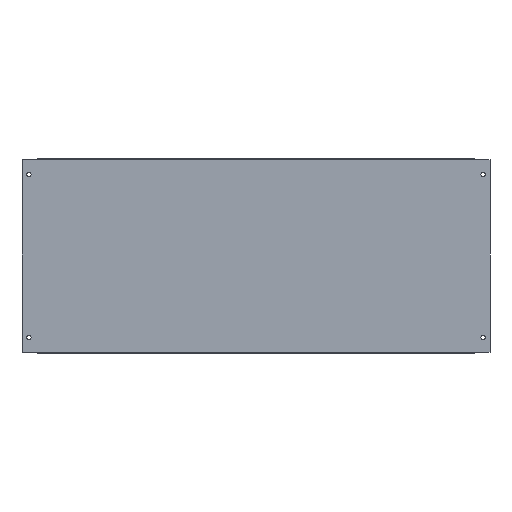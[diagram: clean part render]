
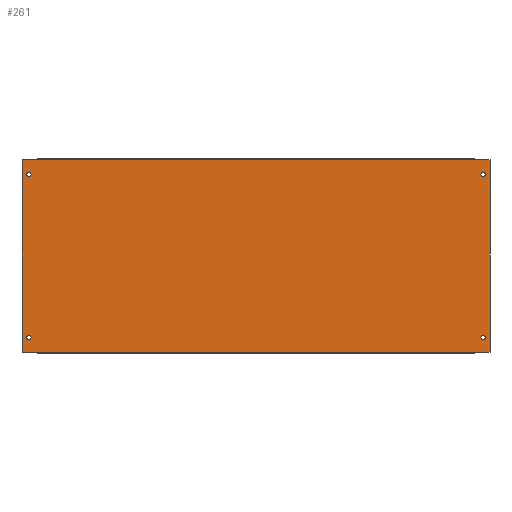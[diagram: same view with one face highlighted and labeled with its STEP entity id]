
A CAD part, top view. The second image highlights one B-rep face of the part: STEP entity #261.
In plain terms, the highlighted planar face has unit normal (0, 0, 1).
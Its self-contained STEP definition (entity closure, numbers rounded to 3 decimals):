
#7 = VERTEX_POINT ( 'NONE', #216 ) ;
#10 = FACE_BOUND ( 'NONE', #285, .T. ) ;
#37 = DIRECTION ( 'NONE',  ( 1., 0., 0. ) ) ;
#42 = VERTEX_POINT ( 'NONE', #359 ) ;
#46 = CARTESIAN_POINT ( 'NONE',  ( 706.4, 272.5, 0. ) ) ;
#54 = DIRECTION ( 'NONE',  ( 0., 0., -1. ) ) ;
#71 = EDGE_LOOP ( 'NONE', ( #280, #1051 ) ) ;
#82 = LINE ( 'NONE', #804, #780 ) ;
#86 = CIRCLE ( 'NONE', #619, 3.25 ) ;
#101 = PLANE ( 'NONE',  #148 ) ;
#109 = EDGE_CURVE ( 'NONE', #309, #574, #575, .T. ) ;
#120 = ORIENTED_EDGE ( 'NONE', *, *, #544, .T. ) ;
#127 = CARTESIAN_POINT ( 'NONE',  ( 10.6, 22.5, 0. ) ) ;
#133 = VERTEX_POINT ( 'NONE', #997 ) ;
#145 = CARTESIAN_POINT ( 'NONE',  ( 23.5, 295., 0. ) ) ;
#148 = AXIS2_PLACEMENT_3D ( 'NONE', #246, #641, #704 ) ;
#160 = CIRCLE ( 'NONE', #622, 3.25 ) ;
#176 = VERTEX_POINT ( 'NONE', #510 ) ;
#189 = ORIENTED_EDGE ( 'NONE', *, *, #621, .T. ) ;
#191 = CARTESIAN_POINT ( 'NONE',  ( 7.35, 22.5, 0. ) ) ;
#216 = CARTESIAN_POINT ( 'NONE',  ( 717., 0., 0. ) ) ;
#217 = DIRECTION ( 'NONE',  ( -1., 0., 0. ) ) ;
#219 = EDGE_CURVE ( 'NONE', #766, #176, #999, .T. ) ;
#223 = EDGE_CURVE ( 'NONE', #133, #872, #613, .T. ) ;
#228 = EDGE_LOOP ( 'NONE', ( #314, #896 ) ) ;
#246 = CARTESIAN_POINT ( 'NONE',  ( 0., 0., 0. ) ) ;
#249 = ORIENTED_EDGE ( 'NONE', *, *, #337, .T. ) ;
#261 = ADVANCED_FACE ( 'NONE', ( #732, #903, #10, #503, #822 ), #101, .F. ) ;
#266 = CARTESIAN_POINT ( 'NONE',  ( 703.15, 272.5, 0. ) ) ;
#270 = CARTESIAN_POINT ( 'NONE',  ( 709.65, 22.5, 0. ) ) ;
#274 = LINE ( 'NONE', #439, #547 ) ;
#280 = ORIENTED_EDGE ( 'NONE', *, *, #742, .T. ) ;
#285 = EDGE_LOOP ( 'NONE', ( #189, #671 ) ) ;
#289 = AXIS2_PLACEMENT_3D ( 'NONE', #127, #294, #515 ) ;
#291 = VERTEX_POINT ( 'NONE', #874 ) ;
#294 = DIRECTION ( 'NONE',  ( 0., 0., -1. ) ) ;
#309 = VERTEX_POINT ( 'NONE', #630 ) ;
#314 = ORIENTED_EDGE ( 'NONE', *, *, #223, .T. ) ;
#316 = CIRCLE ( 'NONE', #860, 3.25 ) ;
#320 = VECTOR ( 'NONE', #958, 1000. ) ;
#322 = EDGE_CURVE ( 'NONE', #7, #766, #867, .T. ) ;
#324 = CARTESIAN_POINT ( 'NONE',  ( 0., 295., 0. ) ) ;
#327 = DIRECTION ( 'NONE',  ( -1., 0., 0. ) ) ;
#330 = CIRCLE ( 'NONE', #289, 3.25 ) ;
#333 = DIRECTION ( 'NONE',  ( -1., 0., 0. ) ) ;
#336 = ORIENTED_EDGE ( 'NONE', *, *, #322, .T. ) ;
#337 = EDGE_CURVE ( 'NONE', #803, #42, #390, .T. ) ;
#339 = DIRECTION ( 'NONE',  ( 0., -1., 0. ) ) ;
#359 = CARTESIAN_POINT ( 'NONE',  ( 0., 295., 0. ) ) ;
#363 = EDGE_LOOP ( 'NONE', ( #420, #511, #423, #120, #336, #856, #879, #249 ) ) ;
#371 = CARTESIAN_POINT ( 'NONE',  ( 23.5, 0., 0. ) ) ;
#373 = DIRECTION ( 'NONE',  ( 0., 0., -1. ) ) ;
#380 = DIRECTION ( 'NONE',  ( -1., 0., 0. ) ) ;
#388 = EDGE_CURVE ( 'NONE', #872, #133, #606, .T. ) ;
#390 = LINE ( 'NONE', #787, #738 ) ;
#393 = DIRECTION ( 'NONE',  ( 0., 0., -1. ) ) ;
#404 = DIRECTION ( 'NONE',  ( 0., 0., -1. ) ) ;
#420 = ORIENTED_EDGE ( 'NONE', *, *, #436, .T. ) ;
#423 = ORIENTED_EDGE ( 'NONE', *, *, #834, .F. ) ;
#436 = EDGE_CURVE ( 'NONE', #42, #309, #82, .T. ) ;
#439 = CARTESIAN_POINT ( 'NONE',  ( 23.5, 295., 0. ) ) ;
#446 = VERTEX_POINT ( 'NONE', #266 ) ;
#456 = CARTESIAN_POINT ( 'NONE',  ( 706.4, 22.5, 0. ) ) ;
#462 = AXIS2_PLACEMENT_3D ( 'NONE', #46, #373, #217 ) ;
#477 = DIRECTION ( 'NONE',  ( 0., 0., -1. ) ) ;
#503 = FACE_BOUND ( 'NONE', #1010, .T. ) ;
#510 = CARTESIAN_POINT ( 'NONE',  ( 693.5, 295., 0. ) ) ;
#511 = ORIENTED_EDGE ( 'NONE', *, *, #109, .T. ) ;
#515 = DIRECTION ( 'NONE',  ( -1., 0., 0. ) ) ;
#518 = CARTESIAN_POINT ( 'NONE',  ( 10.6, 22.5, 0. ) ) ;
#543 = CIRCLE ( 'NONE', #901, 3.25 ) ;
#544 = EDGE_CURVE ( 'NONE', #748, #7, #851, .T. ) ;
#547 = VECTOR ( 'NONE', #37, 1000. ) ;
#557 = CARTESIAN_POINT ( 'NONE',  ( 13.85, 22.5, 0. ) ) ;
#574 = VERTEX_POINT ( 'NONE', #371 ) ;
#575 = LINE ( 'NONE', #900, #918 ) ;
#588 = CARTESIAN_POINT ( 'NONE',  ( 706.4, 22.5, 0. ) ) ;
#599 = DIRECTION ( 'NONE',  ( 1., 0., 0. ) ) ;
#600 = DIRECTION ( 'NONE',  ( -1., 0., 0. ) ) ;
#606 = CIRCLE ( 'NONE', #870, 3.25 ) ;
#608 = CARTESIAN_POINT ( 'NONE',  ( 717., 295., 0. ) ) ;
#613 = CIRCLE ( 'NONE', #1025, 3.25 ) ;
#619 = AXIS2_PLACEMENT_3D ( 'NONE', #518, #815, #838 ) ;
#621 = EDGE_CURVE ( 'NONE', #916, #911, #330, .T. ) ;
#622 = AXIS2_PLACEMENT_3D ( 'NONE', #1052, #477, #327 ) ;
#624 = CARTESIAN_POINT ( 'NONE',  ( 693.5, 0., 0. ) ) ;
#626 = CARTESIAN_POINT ( 'NONE',  ( 693.5, 0., 0. ) ) ;
#630 = CARTESIAN_POINT ( 'NONE',  ( 0., 0., 0. ) ) ;
#641 = DIRECTION ( 'NONE',  ( 0., 0., -1. ) ) ;
#670 = EDGE_CURVE ( 'NONE', #803, #176, #274, .T. ) ;
#671 = ORIENTED_EDGE ( 'NONE', *, *, #992, .T. ) ;
#704 = DIRECTION ( 'NONE',  ( -1., 0., 0. ) ) ;
#712 = DIRECTION ( 'NONE',  ( -1., 0., 0. ) ) ;
#714 = VECTOR ( 'NONE', #954, 1000. ) ;
#724 = DIRECTION ( 'NONE',  ( -1., 0., 0. ) ) ;
#732 = FACE_BOUND ( 'NONE', #71, .T. ) ;
#738 = VECTOR ( 'NONE', #1033, 1000. ) ;
#742 = EDGE_CURVE ( 'NONE', #446, #1039, #869, .T. ) ;
#748 = VERTEX_POINT ( 'NONE', #624 ) ;
#766 = VERTEX_POINT ( 'NONE', #608 ) ;
#780 = VECTOR ( 'NONE', #339, 1000. ) ;
#787 = CARTESIAN_POINT ( 'NONE',  ( 0., 295., 0. ) ) ;
#790 = EDGE_CURVE ( 'NONE', #291, #959, #316, .T. ) ;
#791 = ORIENTED_EDGE ( 'NONE', *, *, #971, .T. ) ;
#803 = VERTEX_POINT ( 'NONE', #145 ) ;
#804 = CARTESIAN_POINT ( 'NONE',  ( 0., 0., 0. ) ) ;
#815 = DIRECTION ( 'NONE',  ( 0., 0., -1. ) ) ;
#818 = DIRECTION ( 'NONE',  ( 1., 0., 0. ) ) ;
#822 = FACE_OUTER_BOUND ( 'NONE', #363, .T. ) ;
#828 = VECTOR ( 'NONE', #333, 1000. ) ;
#834 = EDGE_CURVE ( 'NONE', #748, #574, #871, .T. ) ;
#836 = CARTESIAN_POINT ( 'NONE',  ( 0., 0., 0. ) ) ;
#838 = DIRECTION ( 'NONE',  ( -1., 0., 0. ) ) ;
#846 = EDGE_CURVE ( 'NONE', #1039, #446, #160, .T. ) ;
#851 = LINE ( 'NONE', #836, #1019 ) ;
#856 = ORIENTED_EDGE ( 'NONE', *, *, #219, .T. ) ;
#859 = ORIENTED_EDGE ( 'NONE', *, *, #790, .T. ) ;
#860 = AXIS2_PLACEMENT_3D ( 'NONE', #456, #54, #380 ) ;
#867 = LINE ( 'NONE', #1050, #320 ) ;
#869 = CIRCLE ( 'NONE', #462, 3.25 ) ;
#870 = AXIS2_PLACEMENT_3D ( 'NONE', #883, #393, #712 ) ;
#871 = LINE ( 'NONE', #626, #714 ) ;
#872 = VERTEX_POINT ( 'NONE', #961 ) ;
#874 = CARTESIAN_POINT ( 'NONE',  ( 703.15, 22.5, 0. ) ) ;
#879 = ORIENTED_EDGE ( 'NONE', *, *, #670, .F. ) ;
#883 = CARTESIAN_POINT ( 'NONE',  ( 10.6, 272.5, 0. ) ) ;
#896 = ORIENTED_EDGE ( 'NONE', *, *, #388, .T. ) ;
#900 = CARTESIAN_POINT ( 'NONE',  ( 0., 0., 0. ) ) ;
#901 = AXIS2_PLACEMENT_3D ( 'NONE', #588, #924, #600 ) ;
#903 = FACE_BOUND ( 'NONE', #228, .T. ) ;
#911 = VERTEX_POINT ( 'NONE', #557 ) ;
#916 = VERTEX_POINT ( 'NONE', #191 ) ;
#918 = VECTOR ( 'NONE', #818, 1000. ) ;
#924 = DIRECTION ( 'NONE',  ( 0., 0., -1. ) ) ;
#925 = CARTESIAN_POINT ( 'NONE',  ( 709.65, 272.5, 0. ) ) ;
#954 = DIRECTION ( 'NONE',  ( -1., 0., 0. ) ) ;
#958 = DIRECTION ( 'NONE',  ( 0., 1., 0. ) ) ;
#959 = VERTEX_POINT ( 'NONE', #270 ) ;
#961 = CARTESIAN_POINT ( 'NONE',  ( 13.85, 272.5, 0. ) ) ;
#971 = EDGE_CURVE ( 'NONE', #959, #291, #543, .T. ) ;
#973 = CARTESIAN_POINT ( 'NONE',  ( 10.6, 272.5, 0. ) ) ;
#992 = EDGE_CURVE ( 'NONE', #911, #916, #86, .T. ) ;
#997 = CARTESIAN_POINT ( 'NONE',  ( 7.35, 272.5, 0. ) ) ;
#999 = LINE ( 'NONE', #324, #828 ) ;
#1010 = EDGE_LOOP ( 'NONE', ( #859, #791 ) ) ;
#1019 = VECTOR ( 'NONE', #599, 1000. ) ;
#1025 = AXIS2_PLACEMENT_3D ( 'NONE', #973, #404, #724 ) ;
#1033 = DIRECTION ( 'NONE',  ( -1., 0., 0. ) ) ;
#1039 = VERTEX_POINT ( 'NONE', #925 ) ;
#1050 = CARTESIAN_POINT ( 'NONE',  ( 717., 0., 0. ) ) ;
#1051 = ORIENTED_EDGE ( 'NONE', *, *, #846, .T. ) ;
#1052 = CARTESIAN_POINT ( 'NONE',  ( 706.4, 272.5, 0. ) ) ;
